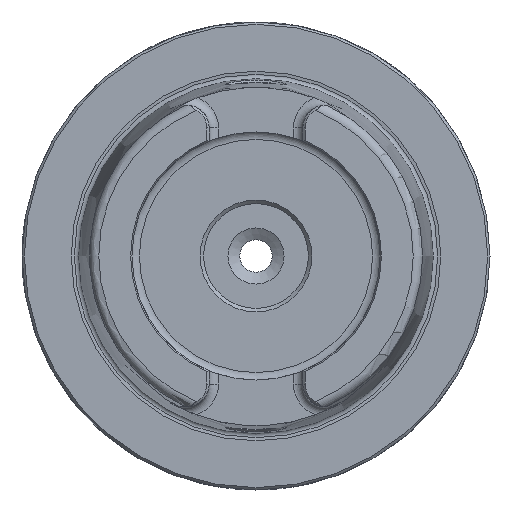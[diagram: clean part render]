
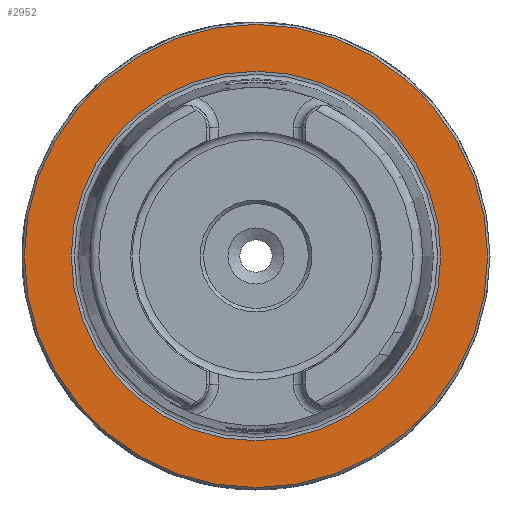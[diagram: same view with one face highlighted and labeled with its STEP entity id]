
A CAD part, left-side view. The second image highlights one B-rep face of the part: STEP entity #2952.
In plain terms, the highlighted planar face has unit normal (-1, 0, 0).
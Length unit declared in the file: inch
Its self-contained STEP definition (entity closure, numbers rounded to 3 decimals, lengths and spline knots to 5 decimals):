
#161=FACE_BOUND('',#518,.T.);
#242=PLANE('',#3199);
#349=FACE_OUTER_BOUND('',#517,.T.);
#517=EDGE_LOOP('',(#2286));
#518=EDGE_LOOP('',(#2287,#2288));
#973=CIRCLE('',#3198,1.94882);
#974=CIRCLE('',#3200,1.55442);
#975=CIRCLE('',#3201,1.55442);
#1268=VERTEX_POINT('',#6188);
#1269=VERTEX_POINT('',#6192);
#1270=VERTEX_POINT('',#6193);
#1640=EDGE_CURVE('',#1268,#1268,#973,.T.);
#1641=EDGE_CURVE('',#1269,#1270,#974,.T.);
#1642=EDGE_CURVE('',#1270,#1269,#975,.T.);
#2286=ORIENTED_EDGE('',*,*,#1640,.F.);
#2287=ORIENTED_EDGE('',*,*,#1641,.T.);
#2288=ORIENTED_EDGE('',*,*,#1642,.T.);
#2952=ADVANCED_FACE('',(#349,#161),#242,.T.);
#3198=AXIS2_PLACEMENT_3D('',#6190,#3765,#3766);
#3199=AXIS2_PLACEMENT_3D('',#6191,#3767,#3768);
#3200=AXIS2_PLACEMENT_3D('',#6194,#3769,#3770);
#3201=AXIS2_PLACEMENT_3D('',#6195,#3771,#3772);
#3765=DIRECTION('center_axis',(1.,0.,0.));
#3766=DIRECTION('ref_axis',(0.,-1.,0.));
#3767=DIRECTION('center_axis',(-1.,0.,0.));
#3768=DIRECTION('ref_axis',(0.,0.,1.));
#3769=DIRECTION('center_axis',(1.,0.,0.));
#3770=DIRECTION('ref_axis',(0.,1.,0.));
#3771=DIRECTION('center_axis',(1.,0.,0.));
#3772=DIRECTION('ref_axis',(0.,1.,0.));
#6188=CARTESIAN_POINT('',(0.,1.94882,0.));
#6190=CARTESIAN_POINT('Origin',(0.,0.,0.));
#6191=CARTESIAN_POINT('Origin',(0.,0.98425,0.));
#6192=CARTESIAN_POINT('',(0.,1.55442,0.));
#6193=CARTESIAN_POINT('',(0.,-1.55442,0.));
#6194=CARTESIAN_POINT('Origin',(0.,0.,0.));
#6195=CARTESIAN_POINT('Origin',(0.,0.,0.));
